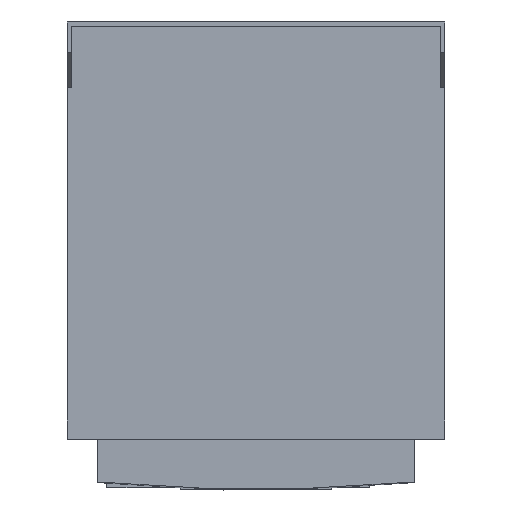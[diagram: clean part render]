
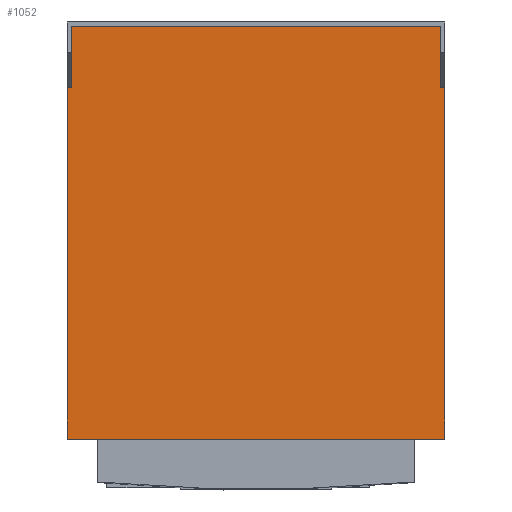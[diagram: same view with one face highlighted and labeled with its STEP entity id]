
A CAD part, top view. The second image highlights one B-rep face of the part: STEP entity #1052.
In plain terms, the highlighted planar face has unit normal (0, 0, 1).
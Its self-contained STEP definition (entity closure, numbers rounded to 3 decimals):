
#623=CARTESIAN_POINT('POINT2704',(92.968,-32.78,
   114.55));
#624=VERTEX_POINT('VERTEX2704',#623);
#631=CARTESIAN_POINT('POINT2705',(95.,-32.78,
   114.55));
#632=VERTEX_POINT('VERTEX2705',#631);
#633=CARTESIAN_POINT('POS4566',(0.,-32.78,
   114.55));
#634=DIRECTION('DIR6381',(1.,0.,0.));
#635=VECTOR('VEC2751',#634,25.4);
#636=LINE('STRAIGHT2751',#633,#635);
#637=EDGE_CURVE('EDGE4114',#624,#632,#636,.T.);
#661=CARTESIAN_POINT('POINT2707',(-92.968,-32.78,
   114.55));
#662=VERTEX_POINT('VERTEX2707',#661);
#675=CARTESIAN_POINT('POINT2710',(-95.,-32.78,
   114.55));
#676=VERTEX_POINT('VERTEX2710',#675);
#683=EDGE_CURVE('EDGE4120',#676,#662,#636,.T.);
#724=CARTESIAN_POINT('POINT2711',(-95.,-209.6,114.55));
#725=VERTEX_POINT('VERTEX2711',#724);
#742=CARTESIAN_POINT('POINT2714',(95.,-209.6,114.55));
#743=VERTEX_POINT('VERTEX2714',#742);
#750=CARTESIAN_POINT('POS4575',(0.,-209.6,114.55));
#751=DIRECTION('DIR6391',(1.,0.,0.));
#752=VECTOR('VEC2759',#751,25.4);
#753=LINE('STRAIGHT2759',#750,#752);
#754=EDGE_CURVE('EDGE4124',#725,#743,#753,.T.);
#928=CARTESIAN_POINT('POINT2729',(72.98,-2.032,
   114.55));
#929=VERTEX_POINT('VERTEX2729',#928);
#930=CARTESIAN_POINT('POINT2730',(77.02,-2.032,
   114.55));
#931=VERTEX_POINT('VERTEX2730',#930);
#932=CARTESIAN_POINT('POS4595',(0.,-2.032,114.55));
#933=DIRECTION('DIR6417',(1.,0.,0.));
#934=VECTOR('VEC2773',#933,25.4);
#935=LINE('STRAIGHT2773',#932,#934);
#936=EDGE_CURVE('EDGE4144',#929,#931,#935,.T.);
#954=CARTESIAN_POINT('POINT2731',(-92.968,-2.032,114.55))
   ;
#955=VERTEX_POINT('VERTEX2731',#954);
#956=CARTESIAN_POINT('POS4598',(-92.968,-17.406,
   114.55));
#957=DIRECTION('DIR6422',(0.,1.,0.));
#958=VECTOR('VEC2774',#957,25.4);
#959=LINE('STRAIGHT2774',#956,#958);
#960=EDGE_CURVE('EDGE4146',#662,#955,#959,.T.);
#993=CARTESIAN_POINT('POINT2734',(92.968,-2.032,114.55));
#994=VERTEX_POINT('VERTEX2734',#993);
#1001=CARTESIAN_POINT('POS4604',(92.968,-17.406,
   114.55));
#1002=DIRECTION('DIR6429',(0.,-1.,0.));
#1003=VECTOR('VEC2779',#1002,25.4);
#1004=LINE('STRAIGHT2779',#1001,#1003);
#1005=EDGE_CURVE('EDGE4151',#994,#624,#1004,.T.);
#1015=ORIENTED_EDGE('COEDGE8269',*,*,#683,.F.);
#1016=CARTESIAN_POINT('POS4606',(-95.,-104.8,114.55));
#1017=DIRECTION('DIR6432',(0.,-1.,0.));
#1018=VECTOR('VEC2780',#1017,25.4);
#1019=LINE('STRAIGHT2780',#1016,#1018);
#1020=EDGE_CURVE('EDGE4152',#676,#725,#1019,.T.);
#1021=ORIENTED_EDGE('COEDGE8270',*,*,#1020,.T.);
#1022=ORIENTED_EDGE('COEDGE8271',*,*,#754,.T.);
#1023=CARTESIAN_POINT('POS4607',(95.,-104.8,114.55));
#1024=DIRECTION('DIR6433',(0.,1.,0.));
#1025=VECTOR('VEC2781',#1024,25.4);
#1026=LINE('STRAIGHT2781',#1023,#1025);
#1027=EDGE_CURVE('EDGE4153',#743,#632,#1026,.T.);
#1028=ORIENTED_EDGE('COEDGE8272',*,*,#1027,.T.);
#1029=ORIENTED_EDGE('COEDGE8273',*,*,#637,.F.);
#1030=ORIENTED_EDGE('COEDGE8274',*,*,#1005,.F.);
#1031=EDGE_CURVE('EDGE4154',#931,#994,#935,.T.);
#1032=ORIENTED_EDGE('COEDGE8275',*,*,#1031,.F.);
#1033=ORIENTED_EDGE('COEDGE8276',*,*,#936,.F.);
#1034=CARTESIAN_POINT('POINT2735',(-72.98,-2.032,
   114.55));
#1035=VERTEX_POINT('VERTEX2735',#1034);
#1036=EDGE_CURVE('EDGE4155',#1035,#929,#935,.T.);
#1037=ORIENTED_EDGE('COEDGE8277',*,*,#1036,.F.);
#1038=CARTESIAN_POINT('POINT2736',(-77.02,-2.032,
   114.55));
#1039=VERTEX_POINT('VERTEX2736',#1038);
#1040=EDGE_CURVE('EDGE4156',#1039,#1035,#935,.T.);
#1041=ORIENTED_EDGE('COEDGE8278',*,*,#1040,.F.);
#1042=EDGE_CURVE('EDGE4157',#955,#1039,#935,.T.);
#1043=ORIENTED_EDGE('COEDGE8279',*,*,#1042,.F.);
#1044=ORIENTED_EDGE('COEDGE8280',*,*,#960,.F.);
#1045=EDGE_LOOP('NONE',(#1015,#1021,#1022,#1028,#1029,#1030,#1032,#1033,
   #1037,#1041,#1043,#1044));
#1046=FACE_BOUND('LOOP1',#1045,.T.);
#1047=CARTESIAN_POINT('POS4608',(0.,-104.8,114.55));
#1048=DIRECTION('DIR6434',(0.,0.,1.));
#1049=DIRECTION('DIR6435',(1.,0.,0.));
#1050=AXIS2_PLACEMENT_3D('AXIS1827',#1047,#1048,#1049);
#1051=PLANE('PLANE949',#1050);
#1052=ADVANCED_FACE('FACE1637',(#1046),#1051,.T.);
